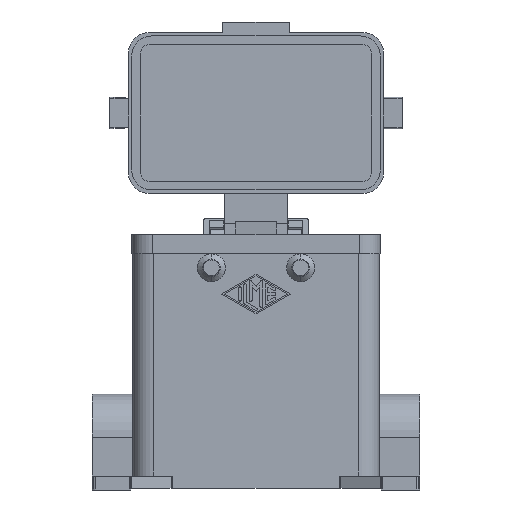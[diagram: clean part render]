
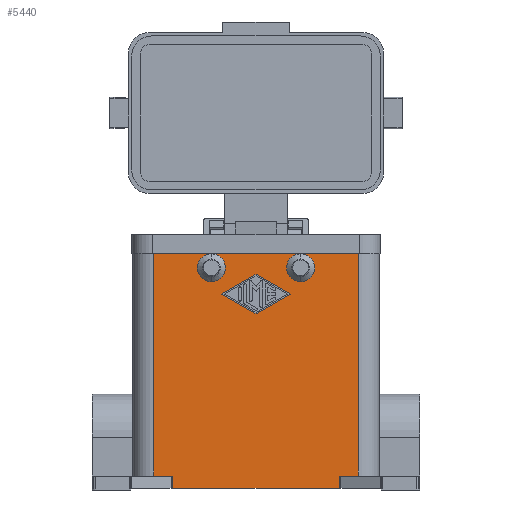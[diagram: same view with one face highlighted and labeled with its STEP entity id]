
A CAD part, front view. The second image highlights one B-rep face of the part: STEP entity #5440.
In plain terms, the highlighted planar face has unit normal (0, -1, 0).
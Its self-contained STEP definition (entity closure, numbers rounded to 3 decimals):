
#2719=CARTESIAN_POINT('',(12.75,-21.75,23.5));
#2720=VERTEX_POINT('',#2719);
#2727=CARTESIAN_POINT('',(12.75,-21.75,15.5));
#2728=VERTEX_POINT('',#2727);
#2729=CARTESIAN_POINT('',(12.75,-21.75,19.5));
#2730=DIRECTION('',(0.0,1.0,0.0));
#2731=DIRECTION('',(0.0,0.0,1.0));
#2732=AXIS2_PLACEMENT_3D('',#2729,#2730,#2731);
#2733=CIRCLE('',#2732,4.);
#2734=EDGE_CURVE('',#2728,#2720,#2733,.T.);
#3120=CARTESIAN_POINT('',(-12.75,-21.75,23.5));
#3121=VERTEX_POINT('',#3120);
#3128=CARTESIAN_POINT('',(-12.75,-21.75,15.5));
#3129=VERTEX_POINT('',#3128);
#3130=CARTESIAN_POINT('',(-12.75,-21.75,19.5));
#3131=DIRECTION('',(0.0,1.0,0.0));
#3132=DIRECTION('',(0.0,0.0,1.0));
#3133=AXIS2_PLACEMENT_3D('',#3130,#3131,#3132);
#3134=CIRCLE('',#3133,4.);
#3135=EDGE_CURVE('',#3129,#3121,#3134,.T.);
#4440=CARTESIAN_POINT('',(23.791,-21.75,-43.5));
#4441=VERTEX_POINT('',#4440);
#4449=CARTESIAN_POINT('',(-23.791,-21.75,-43.5));
#4450=VERTEX_POINT('',#4449);
#4451=CARTESIAN_POINT('',(23.791,-21.75,-43.5));
#4452=DIRECTION('',(-1.0,0.0,0.0));
#4453=VECTOR('',#4452,47.581);
#4454=LINE('',#4451,#4453);
#4455=EDGE_CURVE('',#4441,#4450,#4454,.T.);
#5210=CARTESIAN_POINT('',(29.25,-21.75,-40.));
#5211=VERTEX_POINT('',#5210);
#5219=CARTESIAN_POINT('',(23.791,-21.75,-40.0));
#5220=VERTEX_POINT('',#5219);
#5221=CARTESIAN_POINT('',(23.791,-21.75,-40.0));
#5222=DIRECTION('',(1.0,0.0,0.0));
#5223=VECTOR('',#5222,5.459);
#5224=LINE('',#5221,#5223);
#5225=EDGE_CURVE('',#5220,#5211,#5224,.T.);
#5285=CARTESIAN_POINT('',(-23.791,-21.75,-40.0));
#5286=VERTEX_POINT('',#5285);
#5287=CARTESIAN_POINT('',(-23.791,-21.75,-43.5));
#5288=DIRECTION('',(0.0,0.0,1.0));
#5289=VECTOR('',#5288,3.5);
#5290=LINE('',#5287,#5289);
#5291=EDGE_CURVE('',#4450,#5286,#5290,.T.);
#5327=CARTESIAN_POINT('',(23.791,-21.75,-40.0));
#5328=DIRECTION('',(0.0,0.0,-1.0));
#5329=VECTOR('',#5328,3.5);
#5330=LINE('',#5327,#5329);
#5331=EDGE_CURVE('',#5220,#4441,#5330,.T.);
#5337=CARTESIAN_POINT('',(29.25,-21.75,1.5));
#5338=DIRECTION('',(0.0,-1.0,0.0));
#5339=DIRECTION('',(0.0,0.0,-1.0));
#5340=AXIS2_PLACEMENT_3D('',#5337,#5338,#5339);
#5341=PLANE('',#5340);
#5342=ORIENTED_EDGE('',*,*,#5291,.F.);
#5343=ORIENTED_EDGE('',*,*,#4455,.F.);
#5344=ORIENTED_EDGE('',*,*,#5331,.F.);
#5345=ORIENTED_EDGE('',*,*,#5225,.T.);
#5346=CARTESIAN_POINT('',(29.25,-21.75,23.5));
#5347=VERTEX_POINT('',#5346);
#5348=CARTESIAN_POINT('',(29.25,-21.75,23.5));
#5349=DIRECTION('',(0.0,0.0,-1.0));
#5350=VECTOR('',#5349,63.5);
#5351=LINE('',#5348,#5350);
#5352=EDGE_CURVE('',#5347,#5211,#5351,.T.);
#5353=ORIENTED_EDGE('',*,*,#5352,.F.);
#5354=CARTESIAN_POINT('',(29.25,-21.75,23.5));
#5355=DIRECTION('',(-1.0,0.0,0.0));
#5356=VECTOR('',#5355,16.5);
#5357=LINE('',#5354,#5356);
#5358=EDGE_CURVE('',#5347,#2720,#5357,.T.);
#5359=ORIENTED_EDGE('',*,*,#5358,.T.);
#5360=CARTESIAN_POINT('',(12.75,-21.75,19.5));
#5361=DIRECTION('',(0.0,1.0,0.0));
#5362=DIRECTION('',(0.0,0.0,1.0));
#5363=AXIS2_PLACEMENT_3D('',#5360,#5361,#5362);
#5364=CIRCLE('',#5363,4.);
#5365=EDGE_CURVE('',#2720,#2728,#5364,.T.);
#5366=ORIENTED_EDGE('',*,*,#5365,.T.);
#5367=ORIENTED_EDGE('',*,*,#2734,.T.);
#5368=CARTESIAN_POINT('',(12.75,-21.75,23.5));
#5369=DIRECTION('',(-1.0,0.0,0.0));
#5370=VECTOR('',#5369,25.5);
#5371=LINE('',#5368,#5370);
#5372=EDGE_CURVE('',#2720,#3121,#5371,.T.);
#5373=ORIENTED_EDGE('',*,*,#5372,.T.);
#5374=CARTESIAN_POINT('',(-12.75,-21.75,19.5));
#5375=DIRECTION('',(0.0,1.0,0.0));
#5376=DIRECTION('',(0.0,0.0,1.0));
#5377=AXIS2_PLACEMENT_3D('',#5374,#5375,#5376);
#5378=CIRCLE('',#5377,4.);
#5379=EDGE_CURVE('',#3121,#3129,#5378,.T.);
#5380=ORIENTED_EDGE('',*,*,#5379,.T.);
#5381=ORIENTED_EDGE('',*,*,#3135,.T.);
#5382=CARTESIAN_POINT('',(-29.25,-21.75,23.5));
#5383=VERTEX_POINT('',#5382);
#5384=CARTESIAN_POINT('',(-12.75,-21.75,23.5));
#5385=DIRECTION('',(-1.0,0.0,0.0));
#5386=VECTOR('',#5385,16.5);
#5387=LINE('',#5384,#5386);
#5388=EDGE_CURVE('',#3121,#5383,#5387,.T.);
#5389=ORIENTED_EDGE('',*,*,#5388,.T.);
#5390=CARTESIAN_POINT('',(-29.25,-21.75,-40.));
#5391=VERTEX_POINT('',#5390);
#5392=CARTESIAN_POINT('',(-29.25,-21.75,23.5));
#5393=DIRECTION('',(0.0,0.0,-1.0));
#5394=VECTOR('',#5393,63.5);
#5395=LINE('',#5392,#5394);
#5396=EDGE_CURVE('',#5383,#5391,#5395,.T.);
#5397=ORIENTED_EDGE('',*,*,#5396,.T.);
#5398=CARTESIAN_POINT('',(-29.25,-21.75,-40.));
#5399=DIRECTION('',(1.0,0.0,0.0));
#5400=VECTOR('',#5399,5.459);
#5401=LINE('',#5398,#5400);
#5402=EDGE_CURVE('',#5391,#5286,#5401,.T.);
#5403=ORIENTED_EDGE('',*,*,#5402,.T.);
#5404=EDGE_LOOP('',(#5342,#5343,#5344,#5345,#5353,#5359,#5366,#5367,#5373,#5380,#5381,#5389,#5397,#5403));
#5405=FACE_OUTER_BOUND('',#5404,.T.);
#5406=CARTESIAN_POINT('',(0.,-21.75,6.375));
#5407=VERTEX_POINT('',#5406);
#5408=CARTESIAN_POINT('',(-9.75,-21.75,12.));
#5409=VERTEX_POINT('',#5408);
#5410=CARTESIAN_POINT('',(0.,-21.75,6.375));
#5411=DIRECTION('',(-0.866,0.0,0.5));
#5412=VECTOR('',#5411,11.256);
#5413=LINE('',#5410,#5412);
#5414=EDGE_CURVE('',#5407,#5409,#5413,.T.);
#5415=ORIENTED_EDGE('',*,*,#5414,.T.);
#5416=CARTESIAN_POINT('',(0.,-21.75,17.625));
#5417=VERTEX_POINT('',#5416);
#5418=CARTESIAN_POINT('',(-9.75,-21.75,12.));
#5419=DIRECTION('',(0.866,0.0,0.5));
#5420=VECTOR('',#5419,11.256);
#5421=LINE('',#5418,#5420);
#5422=EDGE_CURVE('',#5409,#5417,#5421,.T.);
#5423=ORIENTED_EDGE('',*,*,#5422,.T.);
#5424=CARTESIAN_POINT('',(9.75,-21.75,12.0));
#5425=VERTEX_POINT('',#5424);
#5426=CARTESIAN_POINT('',(0.,-21.75,17.625));
#5427=DIRECTION('',(0.866,0.0,-0.5));
#5428=VECTOR('',#5427,11.256);
#5429=LINE('',#5426,#5428);
#5430=EDGE_CURVE('',#5417,#5425,#5429,.T.);
#5431=ORIENTED_EDGE('',*,*,#5430,.T.);
#5432=CARTESIAN_POINT('',(9.75,-21.75,12.0));
#5433=DIRECTION('',(-0.866,0.0,-0.5));
#5434=VECTOR('',#5433,11.256);
#5435=LINE('',#5432,#5434);
#5436=EDGE_CURVE('',#5425,#5407,#5435,.T.);
#5437=ORIENTED_EDGE('',*,*,#5436,.T.);
#5438=EDGE_LOOP('',(#5415,#5423,#5431,#5437));
#5439=FACE_BOUND('',#5438,.T.);
#5440=ADVANCED_FACE('',(#5405,#5439),#5341,.T.);
